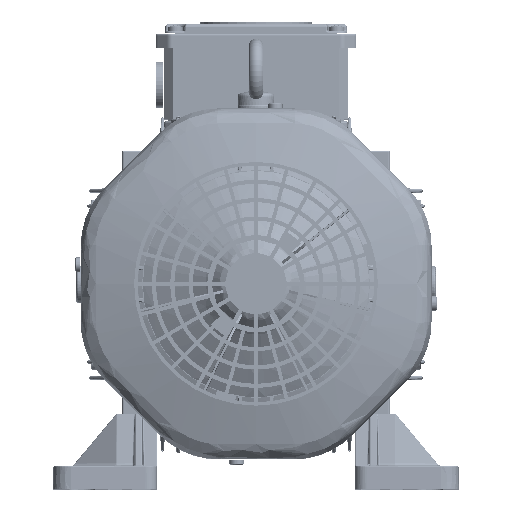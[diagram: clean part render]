
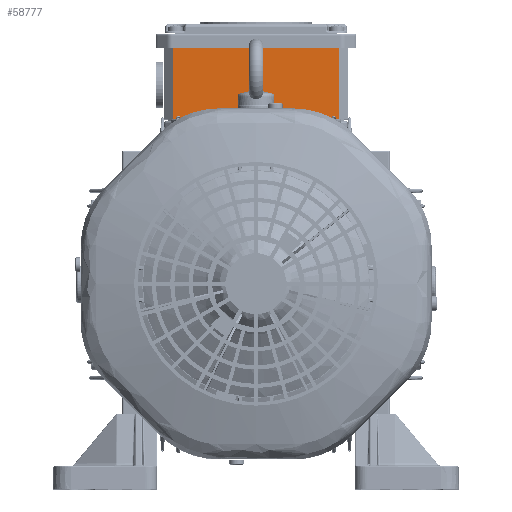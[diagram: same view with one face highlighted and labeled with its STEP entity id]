
A CAD part, top view. The second image highlights one B-rep face of the part: STEP entity #58777.
In plain terms, the highlighted planar face has unit normal (0, 0, 1).
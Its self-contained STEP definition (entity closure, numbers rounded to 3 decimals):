
#19337=LINE('',#275114,#26174);
#19341=LINE('',#275122,#26178);
#19351=LINE('',#275143,#26188);
#19363=LINE('',#275166,#26200);
#26174=VECTOR('',#184365,1.);
#26178=VECTOR('',#184371,1.);
#26188=VECTOR('',#184385,1.);
#26200=VECTOR('',#184399,1.);
#58777=ADVANCED_FACE('',(#66917),#60446,.T.);
#60446=PLANE('',#156516);
#66917=FACE_OUTER_BOUND('',#74077,.T.);
#74077=EDGE_LOOP('',(#106921,#106922,#106923,#106924));
#106921=ORIENTED_EDGE('',*,*,#141476,.F.);
#106922=ORIENTED_EDGE('',*,*,#141488,.T.);
#106923=ORIENTED_EDGE('',*,*,#141466,.F.);
#106924=ORIENTED_EDGE('',*,*,#141462,.F.);
#120775=VERTEX_POINT('',#275112);
#120777=VERTEX_POINT('',#275115);
#120780=VERTEX_POINT('',#275123);
#120788=VERTEX_POINT('',#275142);
#141462=EDGE_CURVE('',#120775,#120777,#19337,.T.);
#141466=EDGE_CURVE('',#120777,#120780,#19341,.T.);
#141476=EDGE_CURVE('',#120788,#120775,#19351,.T.);
#141488=EDGE_CURVE('',#120788,#120780,#19363,.T.);
#156516=AXIS2_PLACEMENT_3D('',#275167,#184400,#184401);
#184365=DIRECTION('',(0.,-1.,0.));
#184371=DIRECTION('',(-1.,0.,0.));
#184385=DIRECTION('',(1.,0.,0.));
#184399=DIRECTION('',(0.,-1.,0.));
#184400=DIRECTION('',(0.,0.,1.));
#184401=DIRECTION('',(1.,0.,0.));
#275112=CARTESIAN_POINT('',(45.172,129.5,197.5));
#275114=CARTESIAN_POINT('',(45.172,142.,197.5));
#275115=CARTESIAN_POINT('',(45.172,90.,197.5));
#275122=CARTESIAN_POINT('',(45.172,90.,197.5));
#275123=CARTESIAN_POINT('',(-45.172,90.,197.5));
#275142=CARTESIAN_POINT('',(-45.172,129.5,197.5));
#275143=CARTESIAN_POINT('',(-45.172,129.5,197.5));
#275166=CARTESIAN_POINT('',(-45.172,142.,197.5));
#275167=CARTESIAN_POINT('',(45.172,142.,197.5));
